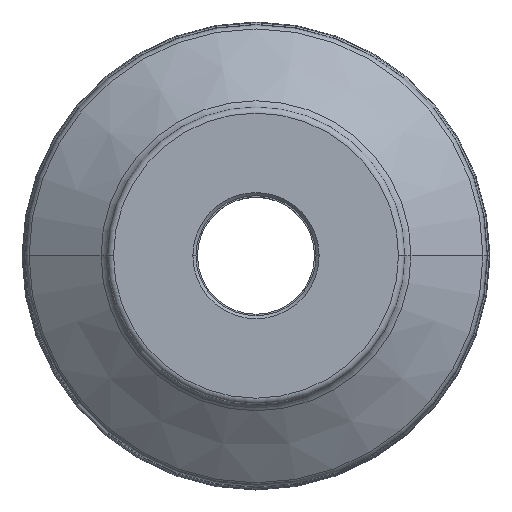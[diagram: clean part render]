
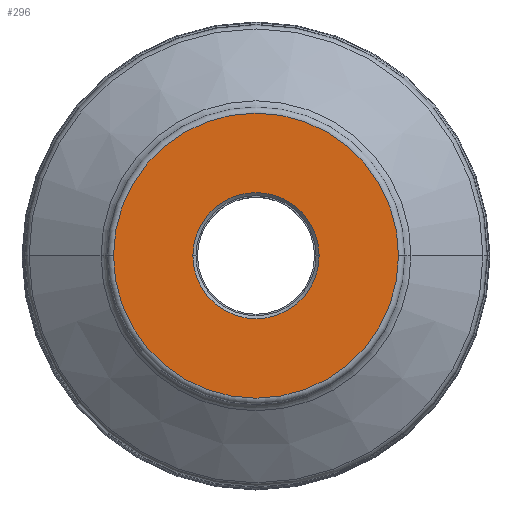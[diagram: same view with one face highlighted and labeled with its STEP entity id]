
A CAD part, top view. The second image highlights one B-rep face of the part: STEP entity #296.
In plain terms, the highlighted planar face has unit normal (0, 0, 1).
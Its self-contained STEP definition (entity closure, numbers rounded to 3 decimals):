
#30=PLANE('',#2720);
#37=FACE_BOUND('',#581,.T.);
#38=FACE_BOUND('',#582,.T.);
#296=ADVANCED_FACE('',(#37,#38),#30,.F.);
#581=EDGE_LOOP('',(#1076,#1077,#1078,#1079));
#582=EDGE_LOOP('',(#1080,#1081,#1082,#1083));
#1076=ORIENTED_EDGE('',*,*,#1683,.F.);
#1077=ORIENTED_EDGE('',*,*,#1687,.F.);
#1078=ORIENTED_EDGE('',*,*,#1686,.T.);
#1079=ORIENTED_EDGE('',*,*,#1684,.T.);
#1080=ORIENTED_EDGE('',*,*,#1688,.T.);
#1081=ORIENTED_EDGE('',*,*,#1689,.T.);
#1082=ORIENTED_EDGE('',*,*,#1690,.T.);
#1083=ORIENTED_EDGE('',*,*,#1691,.T.);
#1390=VERTEX_POINT('',#5468);
#1391=VERTEX_POINT('',#5470);
#1392=VERTEX_POINT('',#5472);
#1393=VERTEX_POINT('',#5476);
#1394=VERTEX_POINT('',#5480);
#1395=VERTEX_POINT('',#5481);
#1396=VERTEX_POINT('',#5483);
#1397=VERTEX_POINT('',#5485);
#1683=EDGE_CURVE('',#1390,#1391,#2054,.T.);
#1684=EDGE_CURVE('',#1392,#1391,#2055,.T.);
#1686=EDGE_CURVE('',#1393,#1392,#2057,.T.);
#1687=EDGE_CURVE('',#1393,#1390,#2058,.T.);
#1688=EDGE_CURVE('',#1394,#1395,#2059,.T.);
#1689=EDGE_CURVE('',#1395,#1396,#2060,.T.);
#1690=EDGE_CURVE('',#1396,#1397,#2061,.T.);
#1691=EDGE_CURVE('',#1397,#1394,#2062,.T.);
#2054=CIRCLE('',#2709,46.419);
#2055=CIRCLE('',#2710,46.419);
#2057=CIRCLE('',#2713,46.419);
#2058=CIRCLE('',#2714,46.419);
#2059=CIRCLE('',#2716,20.55);
#2060=CIRCLE('',#2717,20.55);
#2061=CIRCLE('',#2718,20.55);
#2062=CIRCLE('',#2719,20.55);
#2709=AXIS2_PLACEMENT_3D('',#5469,#3404,#3405);
#2710=AXIS2_PLACEMENT_3D('',#5471,#3406,#3407);
#2713=AXIS2_PLACEMENT_3D('',#5475,#3412,#3413);
#2714=AXIS2_PLACEMENT_3D('',#5477,#3414,#3415);
#2716=AXIS2_PLACEMENT_3D('',#5479,#3418,#3419);
#2717=AXIS2_PLACEMENT_3D('',#5482,#3420,#3421);
#2718=AXIS2_PLACEMENT_3D('',#5484,#3422,#3423);
#2719=AXIS2_PLACEMENT_3D('',#5486,#3424,#3425);
#2720=AXIS2_PLACEMENT_3D('',#5487,#3426,#3427);
#3404=DIRECTION('',(0.,0.,-1.));
#3405=DIRECTION('',(-1.,0.,0.));
#3406=DIRECTION('',(0.,0.,1.));
#3407=DIRECTION('',(1.,0.,0.));
#3412=DIRECTION('',(0.,0.,1.));
#3413=DIRECTION('',(1.,0.,0.));
#3414=DIRECTION('',(0.,0.,-1.));
#3415=DIRECTION('',(-1.,0.,0.));
#3418=DIRECTION('',(0.,0.,-1.));
#3419=DIRECTION('',(0.,1.,0.));
#3420=DIRECTION('',(0.,0.,-1.));
#3421=DIRECTION('',(1.,0.,0.));
#3422=DIRECTION('',(0.,0.,-1.));
#3423=DIRECTION('',(0.,-1.,0.));
#3424=DIRECTION('',(0.,0.,-1.));
#3425=DIRECTION('',(-1.,0.,0.));
#3426=DIRECTION('',(0.,0.,-1.));
#3427=DIRECTION('',(1.,0.,0.));
#5468=CARTESIAN_POINT('',(-46.419,0.,0.));
#5469=CARTESIAN_POINT('',(0.,0.,0.));
#5470=CARTESIAN_POINT('',(-46.419,0.021,0.));
#5471=CARTESIAN_POINT('',(0.,0.,0.));
#5472=CARTESIAN_POINT('',(46.419,0.,0.));
#5475=CARTESIAN_POINT('',(0.,0.,0.));
#5476=CARTESIAN_POINT('',(46.419,-0.021,0.));
#5477=CARTESIAN_POINT('',(0.,0.,0.));
#5479=CARTESIAN_POINT('',(0.,0.,0.));
#5480=CARTESIAN_POINT('',(0.,20.55,0.));
#5481=CARTESIAN_POINT('',(20.55,0.,0.));
#5482=CARTESIAN_POINT('',(0.,0.,0.));
#5483=CARTESIAN_POINT('',(0.,-20.55,0.));
#5484=CARTESIAN_POINT('',(0.,0.,0.));
#5485=CARTESIAN_POINT('',(-20.55,0.,0.));
#5486=CARTESIAN_POINT('',(0.,0.,0.));
#5487=CARTESIAN_POINT('',(0.,0.,0.));
